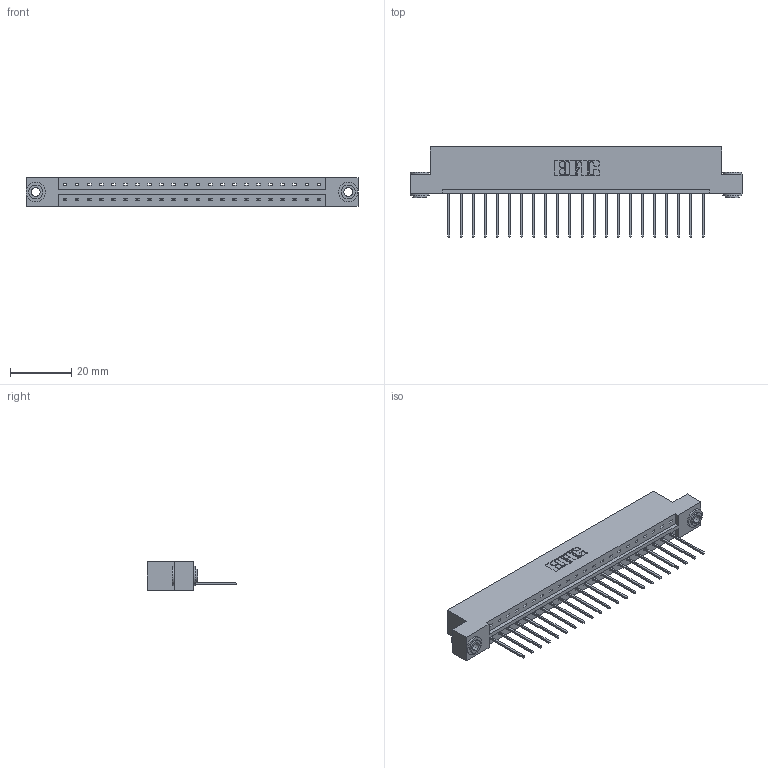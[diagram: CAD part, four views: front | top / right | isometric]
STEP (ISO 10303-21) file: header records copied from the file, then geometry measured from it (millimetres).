
FILE_DESCRIPTION (( 'STEP AP203' ), '1' );
FILE_NAME ('333-022-540-103.STEP', '2018-08-02T02:06:29', ( '' ), ( '' ), 'SwSTEP 2.0', 'SolidWorks 2016', '' );
FILE_SCHEMA (( 'CONFIG_CONTROL_DESIGN' ));
Length unit declared in the file: inch
Products named in the file (4): 333 Part_Flush - .156 Dia - TH; 345-292-001_345-293-140; 345-250-002_345-250-002-102; 333-022-540-103
Assembly tree (25 placements, depth 2):
  333-022-540-103
    333 Part_Flush - .156 Dia - TH
    345-292-001_345-293-140  x22
    345-250-002_345-250-002-102  x2
Bounding box: 108.71 x 29.47 x 9.4 mm (x, y, z)
Volume: 10816.7 mm3; surface area: 12022.5 mm2
Topology: 25 solids, 25 shells, 1428 faces, 4259 edges, 2806 vertices
Faces by surface type: plane 1004, cylinder 416, cone 8
Entity records: 16704 total; most frequent: CARTESIAN_POINT 2863, ORIENTED_EDGE 2814, DIRECTION 2489, EDGE_CURVE 1407, LINE 1255, VECTOR 1255, VERTEX_POINT 934, AXIS2_PLACEMENT_3D 617
